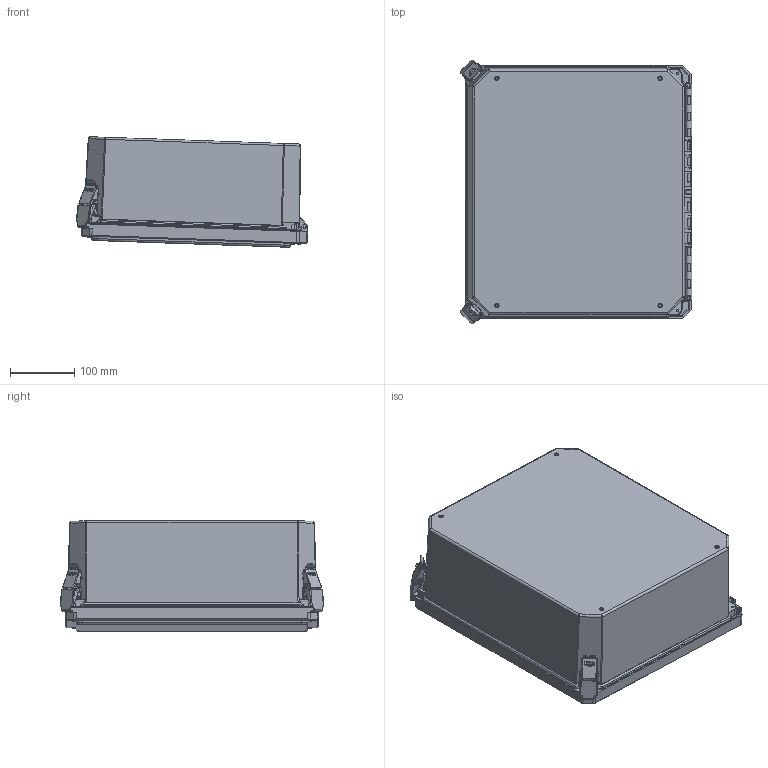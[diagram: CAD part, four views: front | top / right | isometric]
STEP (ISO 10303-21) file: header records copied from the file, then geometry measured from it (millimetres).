
FILE_DESCRIPTION (( 'STEP AP214' ), '1' );
FILE_NAME ('FR141206HPL.STEP', '2021-10-07T15:15:18', ( '' ), ( '' ), 'SwSTEP 2.0', 'SolidWorks 2021', '' );
FILE_SCHEMA (( 'AUTOMOTIVE_DESIGN' ));
Length unit declared in the file: inch
Products named in the file (1): FR141206HPL
Bounding box: 360.2 x 409.7 x 171.91 mm (x, y, z)
Volume: 1988341.9 mm3; surface area: 1052331 mm2
Topology: 29 solids, 29 shells, 2484 faces, 6297 edges, 3797 vertices
Faces by surface type: cylinder 1065, plane 795, bspline 353, torus 176, cone 61, sphere 34
Entity records: 98338 total; most frequent: CARTESIAN_POINT 42690, ORIENTED_EDGE 12418, DIRECTION 10137, EDGE_CURVE 6209, VERTEX_POINT 3792, AXIS2_PLACEMENT_3D 3563, VECTOR 3011, LINE 3011
